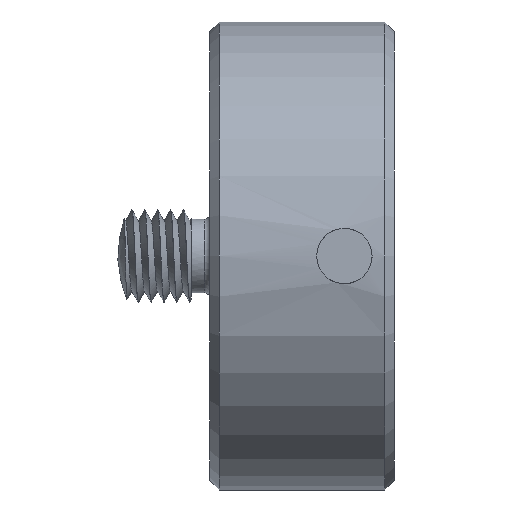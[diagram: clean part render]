
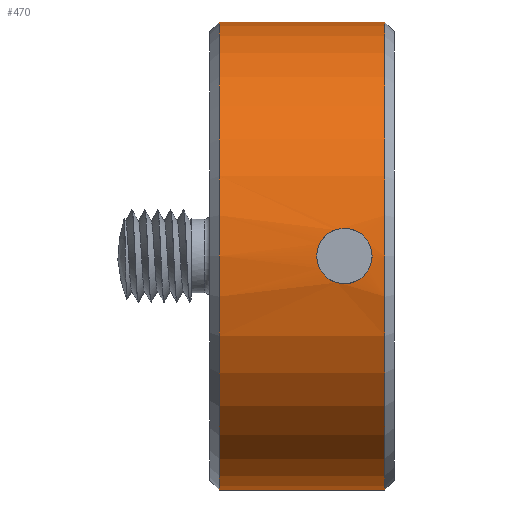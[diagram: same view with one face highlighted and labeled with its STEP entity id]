
A CAD part, left-side view. The second image highlights one B-rep face of the part: STEP entity #470.
In plain terms, the highlighted cylindrical face has radius 12.7 mm (diameter 25.4 mm), a full revolution.
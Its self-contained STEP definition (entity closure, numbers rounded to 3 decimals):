
#22=FACE_BOUND('',#80,.T.);
#52=FACE_OUTER_BOUND('',#79,.T.);
#79=EDGE_LOOP('',(#386,#387,#388,#389,#390,#391));
#80=EDGE_LOOP('',(#392,#393));
#114=CIRCLE('',#529,12.7);
#115=CIRCLE('',#530,12.7);
#118=CIRCLE('',#534,12.7);
#119=CIRCLE('',#535,12.7);
#135=B_SPLINE_CURVE_WITH_KNOTS('',3,(#1063,#1064,#1065,#1066,#1067,#1068,
#1069,#1070,#1071,#1072),.UNSPECIFIED.,.F.,.F.,(4,2,2,2,4),(1.357,
1.414,1.471,1.527,1.584),
 .UNSPECIFIED.);
#136=B_SPLINE_CURVE_WITH_KNOTS('',3,(#1073,#1074,#1075,#1076,#1077,#1078,
#1079,#1080,#1081,#1082,#1083,#1084,#1085,#1086,#1087,#1088,#1089,#1090,
#1091,#1092,#1093,#1094,#1095,#1096,#1097,#1098,#1099),.UNSPECIFIED.,.F.,
 .F.,(4,2,2,2,3,2,2,2,2,2,2,2,4),(0.679,0.735,0.792,
0.848,0.905,0.962,1.018,1.075,
1.131,1.188,1.244,1.301,1.357),
 .UNSPECIFIED.);
#162=LINE('',#1245,#178);
#178=VECTOR('',#669,12.7);
#191=VERTEX_POINT('',#1061);
#192=VERTEX_POINT('',#1062);
#217=VERTEX_POINT('',#1206);
#218=VERTEX_POINT('',#1207);
#221=VERTEX_POINT('',#1216);
#222=VERTEX_POINT('',#1217);
#245=EDGE_CURVE('',#191,#192,#135,.F.);
#246=EDGE_CURVE('',#192,#191,#136,.F.);
#276=EDGE_CURVE('',#217,#218,#114,.T.);
#277=EDGE_CURVE('',#218,#217,#115,.T.);
#281=EDGE_CURVE('',#221,#222,#118,.T.);
#282=EDGE_CURVE('',#222,#221,#119,.T.);
#292=EDGE_CURVE('',#217,#222,#162,.T.);
#386=ORIENTED_EDGE('',*,*,#276,.T.);
#387=ORIENTED_EDGE('',*,*,#277,.T.);
#388=ORIENTED_EDGE('',*,*,#292,.T.);
#389=ORIENTED_EDGE('',*,*,#282,.T.);
#390=ORIENTED_EDGE('',*,*,#281,.T.);
#391=ORIENTED_EDGE('',*,*,#292,.F.);
#392=ORIENTED_EDGE('',*,*,#245,.T.);
#393=ORIENTED_EDGE('',*,*,#246,.T.);
#450=CYLINDRICAL_SURFACE('',#543,12.7);
#470=ADVANCED_FACE('',(#52,#22),#450,.T.);
#529=AXIS2_PLACEMENT_3D('',#1208,#636,#637);
#530=AXIS2_PLACEMENT_3D('',#1209,#638,#639);
#534=AXIS2_PLACEMENT_3D('',#1218,#647,#648);
#535=AXIS2_PLACEMENT_3D('',#1219,#649,#650);
#543=AXIS2_PLACEMENT_3D('',#1244,#667,#668);
#636=DIRECTION('center_axis',(0.,-1.,0.));
#637=DIRECTION('ref_axis',(1.,0.,0.));
#638=DIRECTION('center_axis',(0.,-1.,0.));
#639=DIRECTION('ref_axis',(1.,0.,0.));
#647=DIRECTION('center_axis',(0.,1.,0.));
#648=DIRECTION('ref_axis',(-1.,0.,0.));
#649=DIRECTION('center_axis',(0.,1.,0.));
#650=DIRECTION('ref_axis',(-1.,0.,0.));
#667=DIRECTION('center_axis',(0.,1.,0.));
#668=DIRECTION('ref_axis',(-1.,0.,0.));
#669=DIRECTION('',(0.,-1.,0.));
#1061=CARTESIAN_POINT('',(-12.7,4.2,0.));
#1062=CARTESIAN_POINT('',(-12.611,2.7,1.5));
#1063=CARTESIAN_POINT('Ctrl Pts',(-12.611,2.7,1.5));
#1064=CARTESIAN_POINT('Ctrl Pts',(-12.611,2.889,1.5));
#1065=CARTESIAN_POINT('Ctrl Pts',(-12.616,3.09,1.462));
#1066=CARTESIAN_POINT('Ctrl Pts',(-12.633,3.459,1.309));
#1067=CARTESIAN_POINT('Ctrl Pts',(-12.644,3.628,1.194));
#1068=CARTESIAN_POINT('Ctrl Pts',(-12.667,3.894,0.928));
#1069=CARTESIAN_POINT('Ctrl Pts',(-12.679,4.009,0.759));
#1070=CARTESIAN_POINT('Ctrl Pts',(-12.695,4.162,0.39));
#1071=CARTESIAN_POINT('Ctrl Pts',(-12.7,4.2,0.189));
#1072=CARTESIAN_POINT('Ctrl Pts',(-12.7,4.2,0.));
#1073=CARTESIAN_POINT('Ctrl Pts',(-12.7,4.2,0.));
#1074=CARTESIAN_POINT('Ctrl Pts',(-12.7,4.2,-0.189));
#1075=CARTESIAN_POINT('Ctrl Pts',(-12.695,4.162,-0.39));
#1076=CARTESIAN_POINT('Ctrl Pts',(-12.679,4.009,-0.759));
#1077=CARTESIAN_POINT('Ctrl Pts',(-12.667,3.894,-0.928));
#1078=CARTESIAN_POINT('Ctrl Pts',(-12.644,3.628,-1.194));
#1079=CARTESIAN_POINT('Ctrl Pts',(-12.633,3.459,-1.309));
#1080=CARTESIAN_POINT('Ctrl Pts',(-12.616,3.09,-1.462));
#1081=CARTESIAN_POINT('Ctrl Pts',(-12.611,2.889,-1.5));
#1082=CARTESIAN_POINT('Ctrl Pts',(-12.611,2.7,-1.5));
#1083=CARTESIAN_POINT('Ctrl Pts',(-12.611,2.511,-1.5));
#1084=CARTESIAN_POINT('Ctrl Pts',(-12.616,2.31,-1.462));
#1085=CARTESIAN_POINT('Ctrl Pts',(-12.633,1.941,-1.309));
#1086=CARTESIAN_POINT('Ctrl Pts',(-12.644,1.772,-1.194));
#1087=CARTESIAN_POINT('Ctrl Pts',(-12.667,1.506,-0.928));
#1088=CARTESIAN_POINT('Ctrl Pts',(-12.679,1.391,-0.759));
#1089=CARTESIAN_POINT('Ctrl Pts',(-12.695,1.238,-0.39));
#1090=CARTESIAN_POINT('Ctrl Pts',(-12.7,1.2,-0.189));
#1091=CARTESIAN_POINT('Ctrl Pts',(-12.7,1.2,0.189));
#1092=CARTESIAN_POINT('Ctrl Pts',(-12.695,1.238,0.39));
#1093=CARTESIAN_POINT('Ctrl Pts',(-12.679,1.391,0.759));
#1094=CARTESIAN_POINT('Ctrl Pts',(-12.667,1.506,0.928));
#1095=CARTESIAN_POINT('Ctrl Pts',(-12.644,1.772,1.194));
#1096=CARTESIAN_POINT('Ctrl Pts',(-12.633,1.941,1.309));
#1097=CARTESIAN_POINT('Ctrl Pts',(-12.616,2.31,1.462));
#1098=CARTESIAN_POINT('Ctrl Pts',(-12.611,2.511,1.5));
#1099=CARTESIAN_POINT('Ctrl Pts',(-12.611,2.7,1.5));
#1206=CARTESIAN_POINT('',(12.7,9.5,0.));
#1207=CARTESIAN_POINT('',(-12.7,9.5,0.));
#1208=CARTESIAN_POINT('Origin',(0.,9.5,
0.));
#1209=CARTESIAN_POINT('Origin',(0.,9.5,
0.));
#1216=CARTESIAN_POINT('',(-12.7,0.5,0.));
#1217=CARTESIAN_POINT('',(12.7,0.5,0.));
#1218=CARTESIAN_POINT('Origin',(0.,0.5,
0.));
#1219=CARTESIAN_POINT('Origin',(0.,0.5,
0.));
#1244=CARTESIAN_POINT('Origin',(0.,15.,0.));
#1245=CARTESIAN_POINT('',(12.7,15.,0.));
